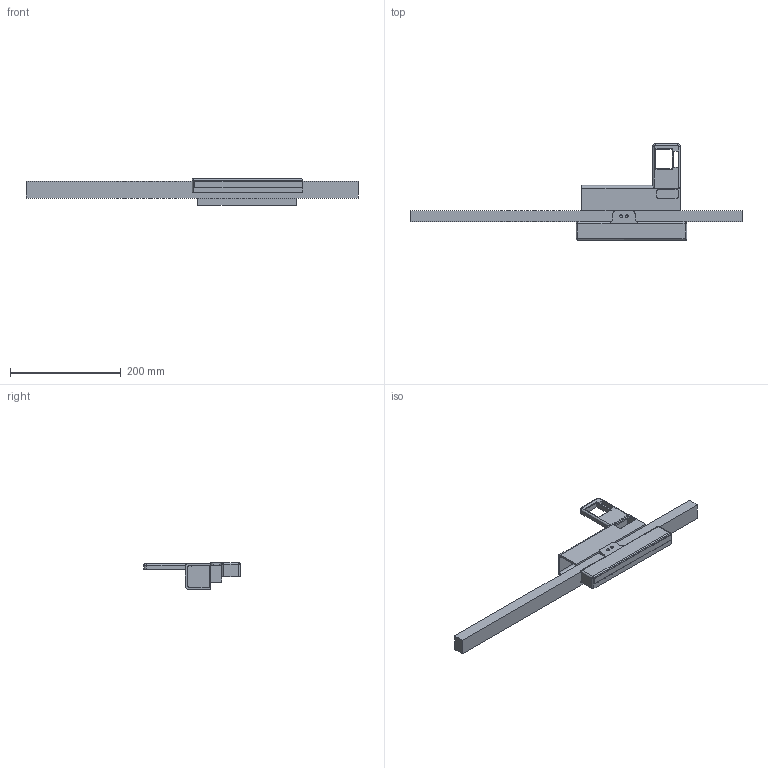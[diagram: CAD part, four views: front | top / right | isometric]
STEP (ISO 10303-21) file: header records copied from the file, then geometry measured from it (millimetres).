
FILE_DESCRIPTION(/* description */ (''),/* implementation_level */ '2;1');
FILE_NAME(/* name */ '18f11e24-03d7-4e77-9a68-bde91ef1796a.step',/* time_stamp */ '2025-11-29T16:09:05Z',/* author */ (''),/* organization */ (''),/* preprocessor_version */ 'ST-DEVELOPER v20.1',/* originating_system */ 'Autodesk Translation Framework v14.21.0.0',/* authorisation */ '');
FILE_SCHEMA (('AUTOMOTIVE_DESIGN { 1 0 10303 214 3 1 1 }'));
Length unit declared in the file: millimetre
Products named in the file (5): ender revamp; Component1light bar; diffuser; top bar; pi_holder
Assembly tree (4 placements, depth 3):
  ender revamp
    Component1light bar
      diffuser
    top bar
    pi_holder
Bounding box: 600 x 174 x 48 mm (x, y, z)
Volume: 604089.1 mm3; surface area: 174880.4 mm2
Topology: 6 solids, 6 shells, 123 faces, 316 edges, 202 vertices
Faces by surface type: plane 84, cylinder 34, sphere 3, bspline 2
Full cylindrical faces by diameter (mm): 5 x2
Entity records: 3885 total; most frequent: CARTESIAN_POINT 697, DIRECTION 639, ORIENTED_EDGE 632, EDGE_CURVE 316, LINE 247, VECTOR 247, VERTEX_POINT 202, AXIS2_PLACEMENT_3D 196
